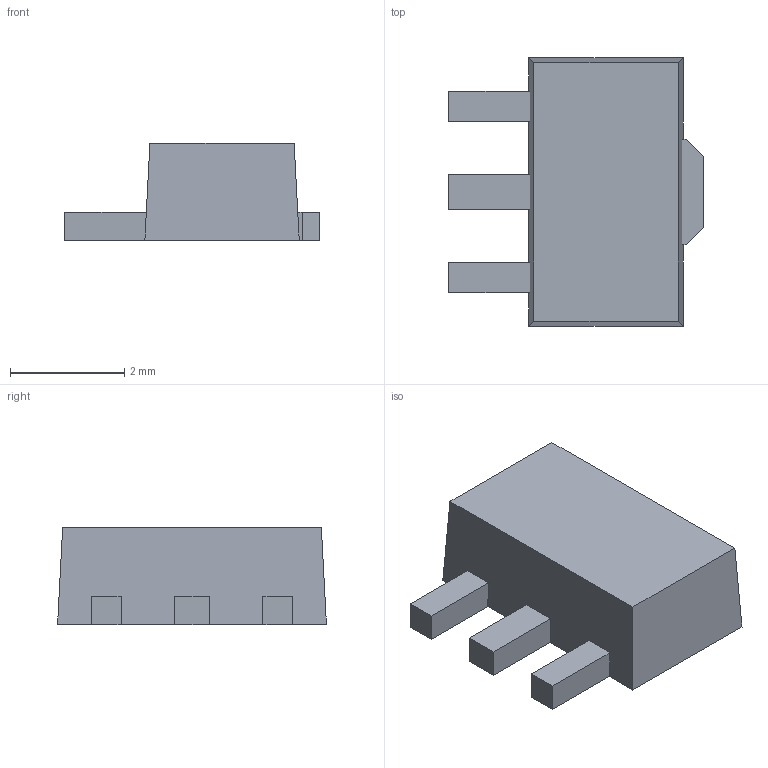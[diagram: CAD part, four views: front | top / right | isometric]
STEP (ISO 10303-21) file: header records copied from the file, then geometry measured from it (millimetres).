
FILE_DESCRIPTION (( 'STEP AP214' ), '1' );
FILE_NAME ('2DED0204-3E44-471B-88CE-CDCCC6340202.STEP', '2023-04-17T09:12:14', ( '' ), ( '' ), 'SwSTEP 2.0', 'SolidWorks 2022', '' );
FILE_SCHEMA (( 'AUTOMOTIVE_DESIGN' ));
Length unit declared in the file: millimetre
Products named in the file (1): 2DED0204-3E44-471B-88CE-CDCCC6340202
Bounding box: 4.45 x 4.7 x 1.7 mm (x, y, z)
Volume: 21.8 mm3; surface area: 58.9 mm2
Topology: 1 solids, 1 shells, 32 faces, 90 edges, 60 vertices
Faces by surface type: plane 32
Entity records: 1125 total; most frequent: CARTESIAN_POINT 183, ORIENTED_EDGE 180, DIRECTION 156, VECTOR 90, EDGE_CURVE 90, LINE 90, VERTEX_POINT 60, AXIS2_PLACEMENT_3D 33
